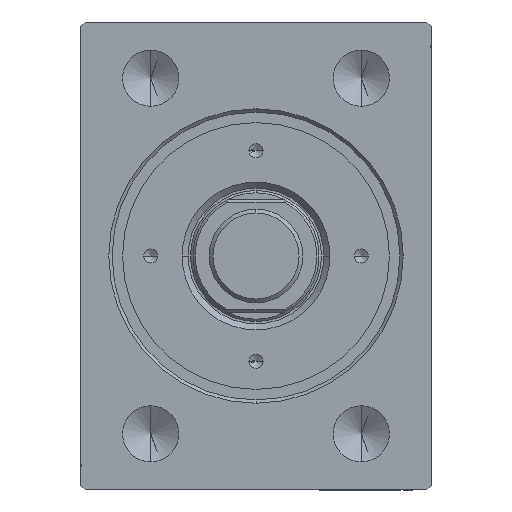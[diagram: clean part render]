
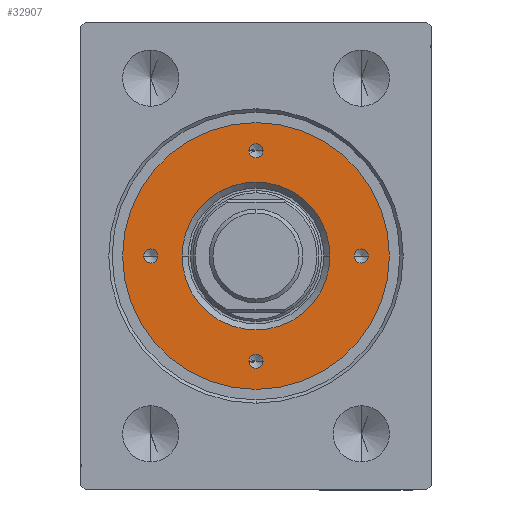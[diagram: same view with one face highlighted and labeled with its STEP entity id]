
A CAD part, left-side view. The second image highlights one B-rep face of the part: STEP entity #32907.
In plain terms, the highlighted face is planar.
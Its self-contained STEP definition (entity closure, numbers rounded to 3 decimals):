
#184 = CARTESIAN_POINT ( 'NONE',  ( -15.8, 0., 10. ) ) ;
#303 = AXIS2_PLACEMENT_3D ( 'NONE', #31394, #24890, #35192 ) ;
#367 = DIRECTION ( 'NONE',  ( 1., 0., 0. ) ) ;
#1310 = CIRCLE ( 'NONE', #42725, 1.5 ) ;
#1458 = CIRCLE ( 'NONE', #28583, 1.5 ) ;
#1572 = DIRECTION ( 'NONE',  ( 1., 0., 0. ) ) ;
#2439 = DIRECTION ( 'NONE',  ( 1., 0., 0. ) ) ;
#2601 = CIRCLE ( 'NONE', #9743, 28.5 ) ;
#2819 = VERTEX_POINT ( 'NONE', #40302 ) ;
#3321 = ORIENTED_EDGE ( 'NONE', *, *, #5882, .T. ) ;
#3367 = EDGE_CURVE ( 'NONE', #23336, #38796, #36738, .T. ) ;
#3970 = VERTEX_POINT ( 'NONE', #42688 ) ;
#4123 = CARTESIAN_POINT ( 'NONE',  ( -1.5, 22.5, 10. ) ) ;
#4342 = EDGE_LOOP ( 'NONE', ( #27076, #43963 ) ) ;
#4357 = CARTESIAN_POINT ( 'NONE',  ( -22.5, 0., 10. ) ) ;
#4787 = ORIENTED_EDGE ( 'NONE', *, *, #12446, .T. ) ;
#4859 = CIRCLE ( 'NONE', #19854, 1.5 ) ;
#5137 = FACE_BOUND ( 'NONE', #12943, .T. ) ;
#5372 = DIRECTION ( 'NONE',  ( 0., 0., 1. ) ) ;
#5882 = EDGE_CURVE ( 'NONE', #38796, #23336, #22408, .T. ) ;
#6012 = FACE_BOUND ( 'NONE', #33988, .T. ) ;
#6218 = CIRCLE ( 'NONE', #29034, 1.5 ) ;
#7571 = DIRECTION ( 'NONE',  ( 0., 0., 1. ) ) ;
#7599 = AXIS2_PLACEMENT_3D ( 'NONE', #10184, #24037, #17353 ) ;
#8007 = DIRECTION ( 'NONE',  ( 0., 0., 1. ) ) ;
#8079 = EDGE_CURVE ( 'NONE', #39673, #34331, #26728, .T. ) ;
#8356 = VERTEX_POINT ( 'NONE', #25651 ) ;
#9024 = CARTESIAN_POINT ( 'NONE',  ( 15.8, 0., 10. ) ) ;
#9743 = AXIS2_PLACEMENT_3D ( 'NONE', #26740, #29417, #16685 ) ;
#9844 = CIRCLE ( 'NONE', #34108, 1.5 ) ;
#10184 = CARTESIAN_POINT ( 'NONE',  ( 0., 0., 10. ) ) ;
#10425 = CARTESIAN_POINT ( 'NONE',  ( 0., 0., 10. ) ) ;
#10911 = DIRECTION ( 'NONE',  ( 1., 0., 0. ) ) ;
#11009 = AXIS2_PLACEMENT_3D ( 'NONE', #10425, #38170, #367 ) ;
#11072 = ORIENTED_EDGE ( 'NONE', *, *, #32202, .F. ) ;
#11242 = ORIENTED_EDGE ( 'NONE', *, *, #26285, .F. ) ;
#11337 = AXIS2_PLACEMENT_3D ( 'NONE', #38646, #7571, #10911 ) ;
#12353 = EDGE_CURVE ( 'NONE', #3970, #2819, #2601, .T. ) ;
#12361 = ORIENTED_EDGE ( 'NONE', *, *, #33880, .F. ) ;
#12446 = EDGE_CURVE ( 'NONE', #2819, #3970, #18311, .T. ) ;
#12550 = CIRCLE ( 'NONE', #30421, 1.5 ) ;
#12702 = FACE_BOUND ( 'NONE', #36755, .T. ) ;
#12720 = DIRECTION ( 'NONE',  ( 0., 0., 1. ) ) ;
#12943 = EDGE_LOOP ( 'NONE', ( #11242, #11072 ) ) ;
#14556 = EDGE_CURVE ( 'NONE', #31348, #26644, #6218, .T. ) ;
#14639 = DIRECTION ( 'NONE',  ( 1., 0., 0. ) ) ;
#15288 = AXIS2_PLACEMENT_3D ( 'NONE', #36002, #5372, #1572 ) ;
#15405 = DIRECTION ( 'NONE',  ( 0., 0., 1. ) ) ;
#15621 = FACE_BOUND ( 'NONE', #4342, .T. ) ;
#15627 = CARTESIAN_POINT ( 'NONE',  ( 0., 22.5, 10. ) ) ;
#16685 = DIRECTION ( 'NONE',  ( 1., 0., 0. ) ) ;
#16793 = EDGE_CURVE ( 'NONE', #35750, #42873, #9844, .T. ) ;
#17353 = DIRECTION ( 'NONE',  ( 1., 0., 0. ) ) ;
#17623 = DIRECTION ( 'NONE',  ( 0., 0., 1. ) ) ;
#17865 = CARTESIAN_POINT ( 'NONE',  ( -21., 0., 10. ) ) ;
#17992 = ORIENTED_EDGE ( 'NONE', *, *, #3367, .T. ) ;
#18253 = DIRECTION ( 'NONE',  ( 0., 0., 1. ) ) ;
#18311 = CIRCLE ( 'NONE', #7599, 28.5 ) ;
#19420 = FACE_OUTER_BOUND ( 'NONE', #27262, .T. ) ;
#19628 = VERTEX_POINT ( 'NONE', #34687 ) ;
#19854 = AXIS2_PLACEMENT_3D ( 'NONE', #34609, #17623, #31243 ) ;
#20877 = CARTESIAN_POINT ( 'NONE',  ( -1.5, -22.5, 10. ) ) ;
#22408 = CIRCLE ( 'NONE', #303, 15.8 ) ;
#22680 = CARTESIAN_POINT ( 'NONE',  ( 1.5, 22.5, 10. ) ) ;
#23336 = VERTEX_POINT ( 'NONE', #184 ) ;
#24037 = DIRECTION ( 'NONE',  ( 0., 0., 1. ) ) ;
#24890 = DIRECTION ( 'NONE',  ( 0., 0., -1. ) ) ;
#25651 = CARTESIAN_POINT ( 'NONE',  ( 21., 0., 10. ) ) ;
#26285 = EDGE_CURVE ( 'NONE', #19628, #8356, #12550, .T. ) ;
#26644 = VERTEX_POINT ( 'NONE', #22680 ) ;
#26728 = CIRCLE ( 'NONE', #15288, 1.5 ) ;
#26740 = CARTESIAN_POINT ( 'NONE',  ( 0., 0., 10. ) ) ;
#27076 = ORIENTED_EDGE ( 'NONE', *, *, #16793, .F. ) ;
#27262 = EDGE_LOOP ( 'NONE', ( #4787, #30726 ) ) ;
#28583 = AXIS2_PLACEMENT_3D ( 'NONE', #15627, #15405, #2439 ) ;
#29034 = AXIS2_PLACEMENT_3D ( 'NONE', #34201, #18253, #40925 ) ;
#29252 = PLANE ( 'NONE',  #41330 ) ;
#29417 = DIRECTION ( 'NONE',  ( 0., 0., 1. ) ) ;
#29473 = CARTESIAN_POINT ( 'NONE',  ( 0., 0., 10. ) ) ;
#29713 = CARTESIAN_POINT ( 'NONE',  ( 22.5, 0., 10. ) ) ;
#29923 = DIRECTION ( 'NONE',  ( 0., 0., 1. ) ) ;
#30421 = AXIS2_PLACEMENT_3D ( 'NONE', #29713, #12720, #40028 ) ;
#30726 = ORIENTED_EDGE ( 'NONE', *, *, #12353, .T. ) ;
#30854 = ORIENTED_EDGE ( 'NONE', *, *, #42879, .F. ) ;
#31243 = DIRECTION ( 'NONE',  ( 1., 0., 0. ) ) ;
#31348 = VERTEX_POINT ( 'NONE', #4123 ) ;
#31394 = CARTESIAN_POINT ( 'NONE',  ( 0., 0., 10. ) ) ;
#31626 = DIRECTION ( 'NONE',  ( 0., 0., 1. ) ) ;
#32202 = EDGE_CURVE ( 'NONE', #8356, #19628, #4859, .T. ) ;
#32590 = EDGE_CURVE ( 'NONE', #42873, #35750, #1310, .T. ) ;
#32725 = CIRCLE ( 'NONE', #11337, 1.5 ) ;
#32907 = ADVANCED_FACE ( 'NONE', ( #15621, #12702, #5137, #40013, #6012, #19420 ), #29252, .T. ) ;
#33880 = EDGE_CURVE ( 'NONE', #34331, #39673, #32725, .T. ) ;
#33988 = EDGE_LOOP ( 'NONE', ( #3321, #17992 ) ) ;
#34108 = AXIS2_PLACEMENT_3D ( 'NONE', #34632, #8007, #38867 ) ;
#34201 = CARTESIAN_POINT ( 'NONE',  ( 0., 22.5, 10. ) ) ;
#34331 = VERTEX_POINT ( 'NONE', #44098 ) ;
#34609 = CARTESIAN_POINT ( 'NONE',  ( 22.5, 0., 10. ) ) ;
#34632 = CARTESIAN_POINT ( 'NONE',  ( -22.5, 0., 10. ) ) ;
#34687 = CARTESIAN_POINT ( 'NONE',  ( 24., 0., 10. ) ) ;
#35192 = DIRECTION ( 'NONE',  ( 1., 0., 0. ) ) ;
#35711 = EDGE_LOOP ( 'NONE', ( #12361, #44256 ) ) ;
#35750 = VERTEX_POINT ( 'NONE', #17865 ) ;
#36002 = CARTESIAN_POINT ( 'NONE',  ( 0., -22.5, 10. ) ) ;
#36211 = CARTESIAN_POINT ( 'NONE',  ( -24., 0., 10. ) ) ;
#36738 = CIRCLE ( 'NONE', #11009, 15.8 ) ;
#36755 = EDGE_LOOP ( 'NONE', ( #30854, #41973 ) ) ;
#38170 = DIRECTION ( 'NONE',  ( 0., 0., -1. ) ) ;
#38646 = CARTESIAN_POINT ( 'NONE',  ( 0., -22.5, 10. ) ) ;
#38796 = VERTEX_POINT ( 'NONE', #9024 ) ;
#38867 = DIRECTION ( 'NONE',  ( 1., 0., 0. ) ) ;
#39673 = VERTEX_POINT ( 'NONE', #20877 ) ;
#40013 = FACE_BOUND ( 'NONE', #35711, .T. ) ;
#40028 = DIRECTION ( 'NONE',  ( 1., 0., 0. ) ) ;
#40302 = CARTESIAN_POINT ( 'NONE',  ( -28.5, 0., 10. ) ) ;
#40925 = DIRECTION ( 'NONE',  ( 1., 0., 0. ) ) ;
#41330 = AXIS2_PLACEMENT_3D ( 'NONE', #29473, #29923, #43155 ) ;
#41973 = ORIENTED_EDGE ( 'NONE', *, *, #14556, .F. ) ;
#42688 = CARTESIAN_POINT ( 'NONE',  ( 28.5, 0., 10. ) ) ;
#42725 = AXIS2_PLACEMENT_3D ( 'NONE', #4357, #31626, #14639 ) ;
#42873 = VERTEX_POINT ( 'NONE', #36211 ) ;
#42879 = EDGE_CURVE ( 'NONE', #26644, #31348, #1458, .T. ) ;
#43155 = DIRECTION ( 'NONE',  ( 1., 0., 0. ) ) ;
#43963 = ORIENTED_EDGE ( 'NONE', *, *, #32590, .F. ) ;
#44098 = CARTESIAN_POINT ( 'NONE',  ( 1.5, -22.5, 10. ) ) ;
#44256 = ORIENTED_EDGE ( 'NONE', *, *, #8079, .F. ) ;
